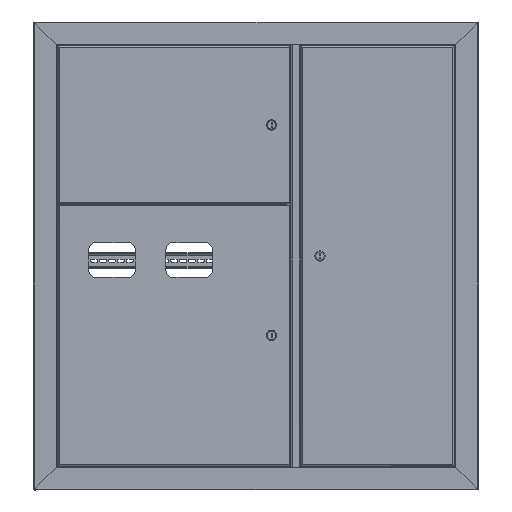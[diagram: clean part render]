
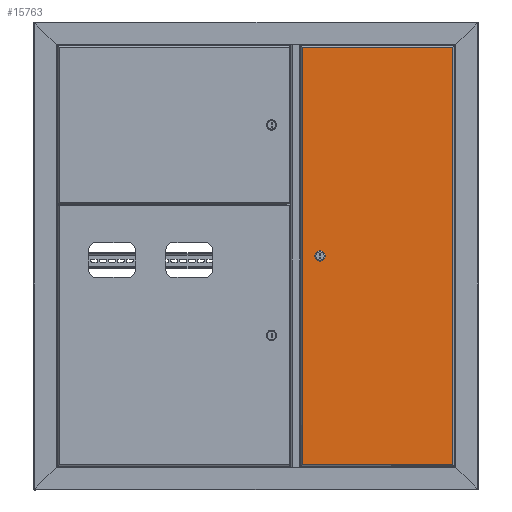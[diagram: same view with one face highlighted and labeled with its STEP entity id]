
A CAD part, top view. The second image highlights one B-rep face of the part: STEP entity #15763.
In plain terms, the highlighted planar face has unit normal (0, 0, 1).
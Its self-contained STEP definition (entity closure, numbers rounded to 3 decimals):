
#575 = DIRECTION ( 'NONE',  ( 1., 0., 0. ) ) ;
#1457 = DIRECTION ( 'NONE',  ( 1., 0., 0. ) ) ;
#1461 = ORIENTED_EDGE ( 'NONE', *, *, #47938, .F. ) ;
#2449 = CARTESIAN_POINT ( 'NONE',  ( 448.2, 40., 0. ) ) ;
#2649 = VERTEX_POINT ( 'NONE', #18382 ) ;
#3390 = DIRECTION ( 'NONE',  ( 0., 1., 0. ) ) ;
#3615 = ORIENTED_EDGE ( 'NONE', *, *, #22221, .F. ) ;
#3826 = CARTESIAN_POINT ( 'NONE',  ( 448.2, 40., 0. ) ) ;
#3989 = VERTEX_POINT ( 'NONE', #11676 ) ;
#4095 = AXIS2_PLACEMENT_3D ( 'NONE', #3826, #35541, #575 ) ;
#4862 = ORIENTED_EDGE ( 'NONE', *, *, #25149, .F. ) ;
#5004 = ORIENTED_EDGE ( 'NONE', *, *, #27202, .T. ) ;
#5278 = ORIENTED_EDGE ( 'NONE', *, *, #10338, .F. ) ;
#5627 = DIRECTION ( 'NONE',  ( 1., 0., 0. ) ) ;
#6117 = DIRECTION ( 'NONE',  ( -1., 0., 0. ) ) ;
#6315 = CARTESIAN_POINT ( 'NONE',  ( 457.45, 40., 0. ) ) ;
#8680 = CARTESIAN_POINT ( 'NONE',  ( 1.7, 1.7, 0. ) ) ;
#10338 = EDGE_CURVE ( 'NONE', #2649, #20473, #37529, .T. ) ;
#10479 = LINE ( 'NONE', #23883, #22465 ) ;
#10706 = VERTEX_POINT ( 'NONE', #8680 ) ;
#11072 = EDGE_CURVE ( 'NONE', #28160, #24575, #30187, .T. ) ;
#11594 = VERTEX_POINT ( 'NONE', #36424 ) ;
#11676 = CARTESIAN_POINT ( 'NONE',  ( 1.7, 324., 0. ) ) ;
#11824 = VECTOR ( 'NONE', #27562, 1000. ) ;
#13842 = VECTOR ( 'NONE', #6117, 1000. ) ;
#14385 = ORIENTED_EDGE ( 'NONE', *, *, #11072, .F. ) ;
#15417 = LINE ( 'NONE', #50354, #13842 ) ;
#15763 = ADVANCED_FACE ( 'NONE', ( #39838, #17720 ), #48300, .F. ) ;
#17720 = FACE_OUTER_BOUND ( 'NONE', #48206, .T. ) ;
#17793 = EDGE_CURVE ( 'NONE', #10706, #29433, #54218, .T. ) ;
#18382 = CARTESIAN_POINT ( 'NONE',  ( 444.551, 48.5, 0. ) ) ;
#18622 = VECTOR ( 'NONE', #38791, 1000. ) ;
#19113 = CARTESIAN_POINT ( 'NONE',  ( 1.7, 324.293, 0. ) ) ;
#19990 = CARTESIAN_POINT ( 'NONE',  ( 894.7, 0., 0. ) ) ;
#20473 = VERTEX_POINT ( 'NONE', #24014 ) ;
#21320 = CARTESIAN_POINT ( 'NONE',  ( 451.849, 48.5, 0. ) ) ;
#21801 = DIRECTION ( 'NONE',  ( -1., 0., 0. ) ) ;
#22221 = EDGE_CURVE ( 'NONE', #37667, #2649, #23183, .T. ) ;
#22465 = VECTOR ( 'NONE', #1457, 1000. ) ;
#23095 = CARTESIAN_POINT ( 'NONE',  ( 1.7, 1.7, 0. ) ) ;
#23183 = LINE ( 'NONE', #21320, #18622 ) ;
#23498 = LINE ( 'NONE', #19113, #11824 ) ;
#23883 = CARTESIAN_POINT ( 'NONE',  ( 451.849, 31.5, 0. ) ) ;
#24014 = CARTESIAN_POINT ( 'NONE',  ( 444.551, 31.5, 0. ) ) ;
#24575 = VERTEX_POINT ( 'NONE', #6315 ) ;
#25149 = EDGE_CURVE ( 'NONE', #24575, #37667, #45872, .T. ) ;
#25230 = LINE ( 'NONE', #19990, #27713 ) ;
#25237 = CARTESIAN_POINT ( 'NONE',  ( 451.849, 31.5, 0. ) ) ;
#26342 = AXIS2_PLACEMENT_3D ( 'NONE', #2449, #33902, #46706 ) ;
#27202 = EDGE_CURVE ( 'NONE', #3989, #10706, #23498, .T. ) ;
#27562 = DIRECTION ( 'NONE',  ( 0., -1., 0. ) ) ;
#27713 = VECTOR ( 'NONE', #3390, 1000. ) ;
#28160 = VERTEX_POINT ( 'NONE', #25237 ) ;
#29311 = CARTESIAN_POINT ( 'NONE',  ( 448.2, 40., 0. ) ) ;
#29433 = VERTEX_POINT ( 'NONE', #33697 ) ;
#30187 = CIRCLE ( 'NONE', #38541, 9.25 ) ;
#31428 = VECTOR ( 'NONE', #5627, 1000. ) ;
#33697 = CARTESIAN_POINT ( 'NONE',  ( 894.7, 1.7, 0. ) ) ;
#33902 = DIRECTION ( 'NONE',  ( 0., 0., 1. ) ) ;
#34740 = ORIENTED_EDGE ( 'NONE', *, *, #37275, .T. ) ;
#35541 = DIRECTION ( 'NONE',  ( 0., 0., 1. ) ) ;
#35752 = CARTESIAN_POINT ( 'NONE',  ( 0., 325.7, 0. ) ) ;
#36424 = CARTESIAN_POINT ( 'NONE',  ( 894.7, 324., 0. ) ) ;
#37275 = EDGE_CURVE ( 'NONE', #11594, #3989, #15417, .T. ) ;
#37529 = CIRCLE ( 'NONE', #4095, 9.25 ) ;
#37667 = VERTEX_POINT ( 'NONE', #49997 ) ;
#38541 = AXIS2_PLACEMENT_3D ( 'NONE', #29311, #42124, #52025 ) ;
#38791 = DIRECTION ( 'NONE',  ( -1., 0., 0. ) ) ;
#39838 = FACE_BOUND ( 'NONE', #50013, .T. ) ;
#39937 = EDGE_CURVE ( 'NONE', #29433, #11594, #25230, .T. ) ;
#42124 = DIRECTION ( 'NONE',  ( 0., 0., 1. ) ) ;
#45872 = CIRCLE ( 'NONE', #26342, 9.25 ) ;
#45904 = ORIENTED_EDGE ( 'NONE', *, *, #17793, .T. ) ;
#46706 = DIRECTION ( 'NONE',  ( 1., 0., 0. ) ) ;
#47938 = EDGE_CURVE ( 'NONE', #20473, #28160, #10479, .T. ) ;
#48206 = EDGE_LOOP ( 'NONE', ( #45904, #54575, #34740, #5004 ) ) ;
#48300 = PLANE ( 'NONE',  #49804 ) ;
#49804 = AXIS2_PLACEMENT_3D ( 'NONE', #35752, #53793, #21801 ) ;
#49997 = CARTESIAN_POINT ( 'NONE',  ( 451.849, 48.5, 0. ) ) ;
#50013 = EDGE_LOOP ( 'NONE', ( #3615, #4862, #14385, #1461, #5278 ) ) ;
#50354 = CARTESIAN_POINT ( 'NONE',  ( 894.993, 324., 0. ) ) ;
#52025 = DIRECTION ( 'NONE',  ( 1., 0., 0. ) ) ;
#53793 = DIRECTION ( 'NONE',  ( 0., 0., -1. ) ) ;
#54218 = LINE ( 'NONE', #23095, #31428 ) ;
#54575 = ORIENTED_EDGE ( 'NONE', *, *, #39937, .T. ) ;
